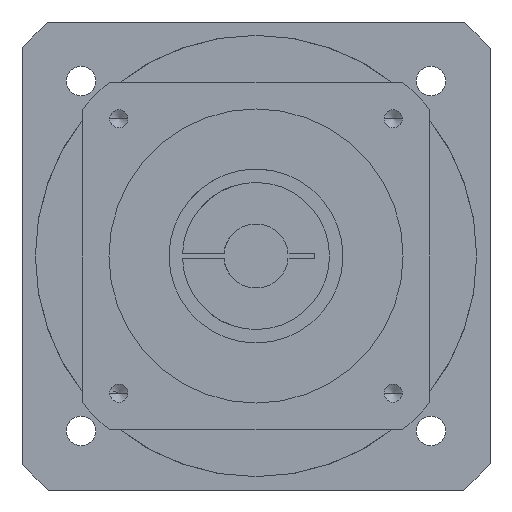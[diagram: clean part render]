
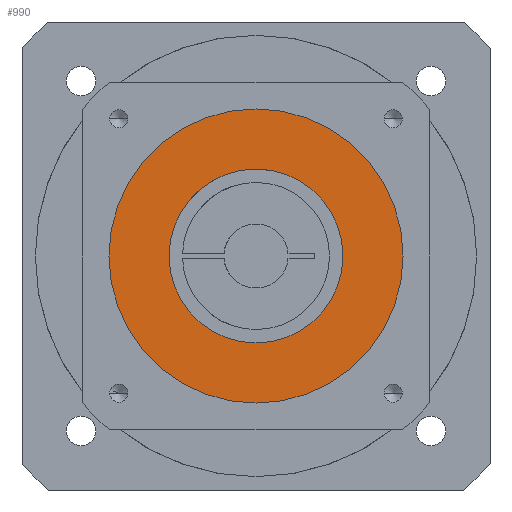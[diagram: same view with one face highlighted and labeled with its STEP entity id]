
A CAD part, front view. The second image highlights one B-rep face of the part: STEP entity #990.
In plain terms, the highlighted face is planar.
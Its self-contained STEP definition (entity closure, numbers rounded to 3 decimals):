
#106 = DIRECTION ( 'NONE',  ( 0., 1., 0. ) ) ;
#522 = CARTESIAN_POINT ( 'NONE',  ( 0., 70., 55. ) ) ;
#691 = CARTESIAN_POINT ( 'NONE',  ( 0., 70., 0. ) ) ;
#855 = DIRECTION ( 'NONE',  ( 0., 1., 0. ) ) ;
#943 = ORIENTED_EDGE ( 'NONE', *, *, #4933, .T. ) ;
#990 = ADVANCED_FACE ( 'NONE', ( #1501, #1817 ), #3661, .T. ) ;
#1032 = CARTESIAN_POINT ( 'NONE',  ( 0., 70., -55. ) ) ;
#1158 = DIRECTION ( 'NONE',  ( 0., 1., 0. ) ) ;
#1181 = CARTESIAN_POINT ( 'NONE',  ( 0., 70., 0. ) ) ;
#1384 = AXIS2_PLACEMENT_3D ( 'NONE', #2618, #3450, #4321 ) ;
#1427 = EDGE_LOOP ( 'NONE', ( #3224, #2628 ) ) ;
#1501 = FACE_BOUND ( 'NONE', #1427, .T. ) ;
#1514 = VERTEX_POINT ( 'NONE', #3158 ) ;
#1685 = CIRCLE ( 'NONE', #1901, 32.5 ) ;
#1712 = EDGE_LOOP ( 'NONE', ( #5063, #943 ) ) ;
#1817 = FACE_OUTER_BOUND ( 'NONE', #1712, .T. ) ;
#1855 = CIRCLE ( 'NONE', #1935, 55. ) ;
#1901 = AXIS2_PLACEMENT_3D ( 'NONE', #691, #5294, #5272 ) ;
#1935 = AXIS2_PLACEMENT_3D ( 'NONE', #2159, #106, #3026 ) ;
#2159 = CARTESIAN_POINT ( 'NONE',  ( 0., 70., 0. ) ) ;
#2327 = VERTEX_POINT ( 'NONE', #522 ) ;
#2618 = CARTESIAN_POINT ( 'NONE',  ( 0., 70., 0. ) ) ;
#2628 = ORIENTED_EDGE ( 'NONE', *, *, #2847, .F. ) ;
#2775 = AXIS2_PLACEMENT_3D ( 'NONE', #1181, #1158, #4540 ) ;
#2847 = EDGE_CURVE ( 'NONE', #4068, #1514, #5087, .T. ) ;
#3026 = DIRECTION ( 'NONE',  ( 0., 0., 1. ) ) ;
#3094 = EDGE_CURVE ( 'NONE', #2327, #3815, #1855, .T. ) ;
#3158 = CARTESIAN_POINT ( 'NONE',  ( 0., 70., 32.5 ) ) ;
#3224 = ORIENTED_EDGE ( 'NONE', *, *, #3980, .F. ) ;
#3365 = CARTESIAN_POINT ( 'NONE',  ( 0., 70., 0. ) ) ;
#3450 = DIRECTION ( 'NONE',  ( 0., 1., 0. ) ) ;
#3661 = PLANE ( 'NONE',  #2775 ) ;
#3668 = CARTESIAN_POINT ( 'NONE',  ( 0., 70., -32.5 ) ) ;
#3815 = VERTEX_POINT ( 'NONE', #1032 ) ;
#3980 = EDGE_CURVE ( 'NONE', #1514, #4068, #1685, .T. ) ;
#4068 = VERTEX_POINT ( 'NONE', #3668 ) ;
#4278 = DIRECTION ( 'NONE',  ( 0., 0., 1. ) ) ;
#4321 = DIRECTION ( 'NONE',  ( 0., 0., 1. ) ) ;
#4407 = AXIS2_PLACEMENT_3D ( 'NONE', #3365, #855, #4278 ) ;
#4540 = DIRECTION ( 'NONE',  ( 0., 0., 1. ) ) ;
#4933 = EDGE_CURVE ( 'NONE', #3815, #2327, #4969, .T. ) ;
#4969 = CIRCLE ( 'NONE', #4407, 55. ) ;
#5063 = ORIENTED_EDGE ( 'NONE', *, *, #3094, .T. ) ;
#5087 = CIRCLE ( 'NONE', #1384, 32.5 ) ;
#5272 = DIRECTION ( 'NONE',  ( 0., 0., 1. ) ) ;
#5294 = DIRECTION ( 'NONE',  ( 0., 1., 0. ) ) ;
